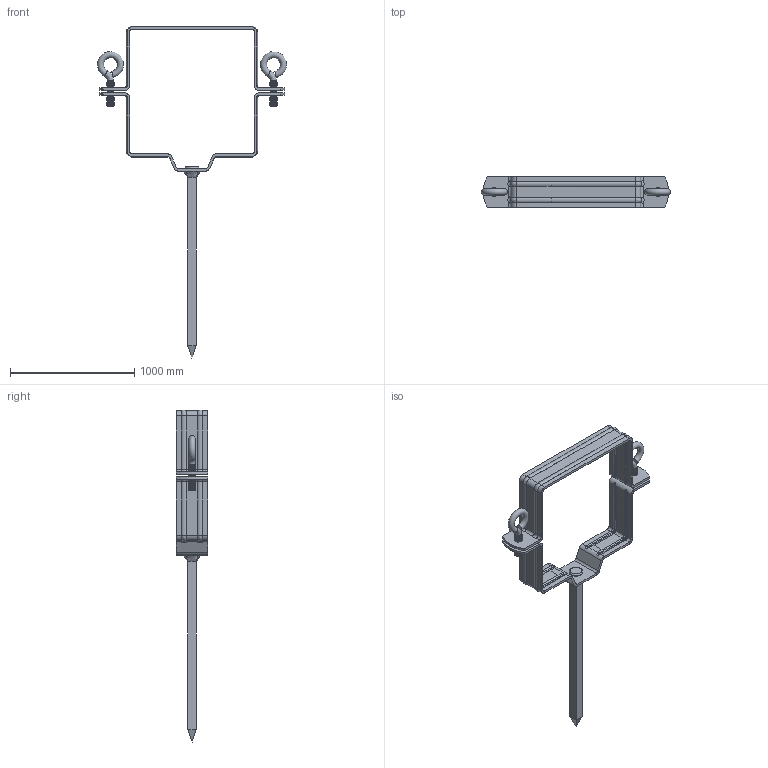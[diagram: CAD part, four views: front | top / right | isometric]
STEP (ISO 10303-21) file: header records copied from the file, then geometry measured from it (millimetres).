
FILE_DESCRIPTION(/* description */ (''),/* implementation_level */ '2;1');
FILE_NAME(/* name */ '00992.100N_3D.stp',/* time_stamp */ '2024-12-11T13:22:02+01:00',/* author */ ('CAD'),/* organization */ (''),/* preprocessor_version */ 'ST-DEVELOPER v20',/* originating_system */ 'AutoCAD Mechanical',/* authorisation */ '');
FILE_SCHEMA (('AUTOMOTIVE_DESIGN { 1 0 10303 214 3 1 1 }'));
Length unit declared in the file: centimetre
Products named in the file (2): Product; *S0
Assembly tree (1 placements, depth 2):
  Product
    *S0
Bounding box: 1519.35 x 250 x 2667 mm (x, y, z)
Volume: 35359871.8 mm3; surface area: 3440201.3 mm2
Topology: 5 solids, 5 shells, 481 faces, 1166 edges, 655 vertices
Faces by surface type: cylinder 153, bspline 109, cone 86, plane 80, torus 53
Full cylindrical faces by diameter (mm): 50 x2, 60 x2, 70 x2, 110 x1
Entity records: 17409 total; most frequent: CARTESIAN_POINT 6925, ORIENTED_EDGE 2248, DIRECTION 2086, EDGE_CURVE 1124, AXIS2_PLACEMENT_3D 821, VERTEX_POINT 653, EDGE_LOOP 495, FACE_OUTER_BOUND 481
